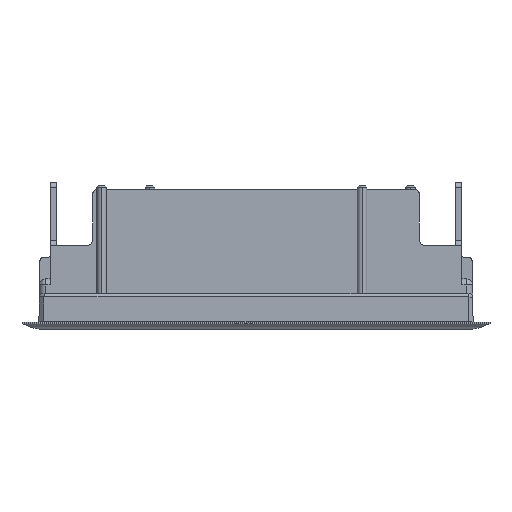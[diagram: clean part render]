
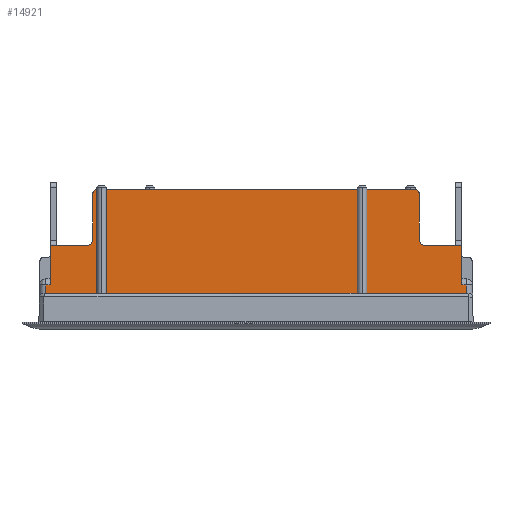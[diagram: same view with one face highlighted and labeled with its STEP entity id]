
A CAD part, front view. The second image highlights one B-rep face of the part: STEP entity #14921.
In plain terms, the highlighted planar face has unit normal (0, -1, 0).
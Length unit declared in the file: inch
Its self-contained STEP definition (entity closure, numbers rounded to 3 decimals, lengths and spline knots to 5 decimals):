
#80 = AXIS2_PLACEMENT_3D ( 'NONE', #13472, #2273, #15355 ) ;
#123 = VECTOR ( 'NONE', #3221, 39.37008 ) ;
#345 = ORIENTED_EDGE ( 'NONE', *, *, #911, .T. ) ;
#488 = CARTESIAN_POINT ( 'NONE',  ( -3.8189, -1.60433, 0.72835 ) ) ;
#746 = LINE ( 'NONE', #21630, #5152 ) ;
#794 = EDGE_CURVE ( 'NONE', #18176, #4074, #17523, .T. ) ;
#853 = VERTEX_POINT ( 'NONE', #9209 ) ;
#911 = EDGE_CURVE ( 'NONE', #3649, #8769, #14026, .T. ) ;
#1331 = CARTESIAN_POINT ( 'NONE',  ( -3.43662, -1.60433, 0.59055 ) ) ;
#1394 = CARTESIAN_POINT ( 'NONE',  ( -3.3563, -1.60433, 1.37795 ) ) ;
#1744 = LINE ( 'NONE', #488, #6157 ) ;
#2126 = DIRECTION ( 'NONE',  ( -1., 0., 0. ) ) ;
#2273 = DIRECTION ( 'NONE',  ( 0., 1., 0. ) ) ;
#2353 = DIRECTION ( 'NONE',  ( 1., 0., 0. ) ) ;
#2636 = EDGE_CURVE ( 'NONE', #7556, #5709, #11534, .T. ) ;
#2911 = CARTESIAN_POINT ( 'NONE',  ( 2.66732, -1.60433, 8.98966 ) ) ;
#3221 = DIRECTION ( 'NONE',  ( 0.017, 0., 1. ) ) ;
#3409 = CIRCLE ( 'NONE', #22466, 0.07874 ) ;
#3649 = VERTEX_POINT ( 'NONE', #5786 ) ;
#3669 = CARTESIAN_POINT ( 'NONE',  ( 3.3563, -1.60433, 1.37795 ) ) ;
#3673 = CARTESIAN_POINT ( 'NONE',  ( -2.74606, -1.60433, 1.45669 ) ) ;
#4040 = EDGE_CURVE ( 'NONE', #853, #17497, #23722, .T. ) ;
#4069 = CARTESIAN_POINT ( 'NONE',  ( 2.74606, -1.60433, 1.45669 ) ) ;
#4074 = VERTEX_POINT ( 'NONE', #16271 ) ;
#4095 = CARTESIAN_POINT ( 'NONE',  ( -3.3563, -1.60433, 1.37795 ) ) ;
#4426 = LINE ( 'NONE', #19564, #18731 ) ;
#4466 = CARTESIAN_POINT ( 'NONE',  ( 3.43662, -1.60433, 0.59055 ) ) ;
#4995 = VECTOR ( 'NONE', #22653, 39.37008 ) ;
#5096 = EDGE_CURVE ( 'NONE', #17497, #14506, #1744, .T. ) ;
#5152 = VECTOR ( 'NONE', #23493, 39.37008 ) ;
#5384 = DIRECTION ( 'NONE',  ( 1., 0., 0. ) ) ;
#5389 = VERTEX_POINT ( 'NONE', #12544 ) ;
#5496 = VECTOR ( 'NONE', #5384, 39.37008 ) ;
#5569 = DIRECTION ( 'NONE',  ( 0., 0., 1. ) ) ;
#5709 = VERTEX_POINT ( 'NONE', #4466 ) ;
#5786 = CARTESIAN_POINT ( 'NONE',  ( 3.3563, -1.60433, 0.72835 ) ) ;
#5812 = ORIENTED_EDGE ( 'NONE', *, *, #794, .F. ) ;
#5954 = DIRECTION ( 'NONE',  ( 0., 0., -1. ) ) ;
#6064 = CARTESIAN_POINT ( 'NONE',  ( -3.3563, -1.60433, 0.72835 ) ) ;
#6088 = LINE ( 'NONE', #22173, #5496 ) ;
#6157 = VECTOR ( 'NONE', #2353, 39.37008 ) ;
#6482 = CARTESIAN_POINT ( 'NONE',  ( 2.66732, -1.60433, 2.20472 ) ) ;
#6698 = VERTEX_POINT ( 'NONE', #22460 ) ;
#6840 = ORIENTED_EDGE ( 'NONE', *, *, #5096, .F. ) ;
#7173 = VECTOR ( 'NONE', #8412, 39.37008 ) ;
#7342 = CARTESIAN_POINT ( 'NONE',  ( 2.58858, -1.60433, 2.20472 ) ) ;
#7556 = VERTEX_POINT ( 'NONE', #15130 ) ;
#7638 = CARTESIAN_POINT ( 'NONE',  ( 3.43422, -1.60433, 0.72835 ) ) ;
#7743 = VERTEX_POINT ( 'NONE', #8186 ) ;
#7783 = CARTESIAN_POINT ( 'NONE',  ( -2.58858, -1.60433, 2.28346 ) ) ;
#8022 = ORIENTED_EDGE ( 'NONE', *, *, #13005, .F. ) ;
#8035 = EDGE_CURVE ( 'NONE', #12349, #5389, #6088, .T. ) ;
#8082 = AXIS2_PLACEMENT_3D ( 'NONE', #7342, #20370, #9257 ) ;
#8158 = EDGE_CURVE ( 'NONE', #17351, #7743, #3409, .T. ) ;
#8186 = CARTESIAN_POINT ( 'NONE',  ( 2.74606, -1.60433, 1.37795 ) ) ;
#8412 = DIRECTION ( 'NONE',  ( 0., 0., -1. ) ) ;
#8456 = LINE ( 'NONE', #17058, #22137 ) ;
#8459 = ORIENTED_EDGE ( 'NONE', *, *, #21543, .F. ) ;
#8738 = DIRECTION ( 'NONE',  ( 0., 1., 0. ) ) ;
#8769 = VERTEX_POINT ( 'NONE', #14348 ) ;
#9209 = CARTESIAN_POINT ( 'NONE',  ( -3.43662, -1.60433, 0.59055 ) ) ;
#9257 = DIRECTION ( 'NONE',  ( 0., 0., -1. ) ) ;
#9294 = ORIENTED_EDGE ( 'NONE', *, *, #8158, .F. ) ;
#9308 = CIRCLE ( 'NONE', #21761, 0.07874 ) ;
#9354 = VECTOR ( 'NONE', #18884, 39.37008 ) ;
#9624 = ORIENTED_EDGE ( 'NONE', *, *, #15968, .F. ) ;
#9669 = CARTESIAN_POINT ( 'NONE',  ( -3.10039, -1.60433, 0.59055 ) ) ;
#11400 = DIRECTION ( 'NONE',  ( 0.017, 0., -1. ) ) ;
#11534 = LINE ( 'NONE', #7638, #15866 ) ;
#11961 = ORIENTED_EDGE ( 'NONE', *, *, #12222, .F. ) ;
#12017 = VECTOR ( 'NONE', #23746, 39.37008 ) ;
#12204 = ORIENTED_EDGE ( 'NONE', *, *, #12370, .T. ) ;
#12222 = EDGE_CURVE ( 'NONE', #6698, #18176, #20117, .T. ) ;
#12238 = FACE_OUTER_BOUND ( 'NONE', #15691, .T. ) ;
#12349 = VERTEX_POINT ( 'NONE', #7783 ) ;
#12370 = EDGE_CURVE ( 'NONE', #8769, #7743, #18648, .T. ) ;
#12544 = CARTESIAN_POINT ( 'NONE',  ( 2.58858, -1.60433, 2.28346 ) ) ;
#12579 = CARTESIAN_POINT ( 'NONE',  ( -2.66732, -1.60433, 8.98966 ) ) ;
#12823 = AXIS2_PLACEMENT_3D ( 'NONE', #3673, #16743, #5569 ) ;
#13005 = EDGE_CURVE ( 'NONE', #4074, #12349, #9308, .T. ) ;
#13276 = CIRCLE ( 'NONE', #8082, 0.07874 ) ;
#13396 = VERTEX_POINT ( 'NONE', #6482 ) ;
#13472 = CARTESIAN_POINT ( 'NONE',  ( -3.10039, -1.60433, 8.98966 ) ) ;
#13661 = ORIENTED_EDGE ( 'NONE', *, *, #14886, .T. ) ;
#13896 = ORIENTED_EDGE ( 'NONE', *, *, #4040, .F. ) ;
#14026 = LINE ( 'NONE', #3669, #19005 ) ;
#14172 = VERTEX_POINT ( 'NONE', #1394 ) ;
#14348 = CARTESIAN_POINT ( 'NONE',  ( 3.3563, -1.60433, 1.37795 ) ) ;
#14506 = VERTEX_POINT ( 'NONE', #6064 ) ;
#14875 = DIRECTION ( 'NONE',  ( 0., 0., 1. ) ) ;
#14886 = EDGE_CURVE ( 'NONE', #6698, #14172, #8456, .T. ) ;
#14921 = ADVANCED_FACE ( 'NONE', ( #12238 ), #22676, .F. ) ;
#15130 = CARTESIAN_POINT ( 'NONE',  ( 3.43422, -1.60433, 0.72835 ) ) ;
#15355 = DIRECTION ( 'NONE',  ( -1., 0., 0. ) ) ;
#15597 = ORIENTED_EDGE ( 'NONE', *, *, #15776, .F. ) ;
#15691 = EDGE_LOOP ( 'NONE', ( #9624, #16530, #8022, #5812, #11961, #13661, #21046, #6840, #13896, #8459, #17619, #22292, #345, #12204, #9294, #15597 ) ) ;
#15776 = EDGE_CURVE ( 'NONE', #13396, #17351, #21446, .T. ) ;
#15866 = VECTOR ( 'NONE', #11400, 39.37008 ) ;
#15968 = EDGE_CURVE ( 'NONE', #5389, #13396, #13276, .T. ) ;
#16271 = CARTESIAN_POINT ( 'NONE',  ( -2.66732, -1.60433, 2.20472 ) ) ;
#16530 = ORIENTED_EDGE ( 'NONE', *, *, #8035, .F. ) ;
#16743 = DIRECTION ( 'NONE',  ( 0., -1., 0. ) ) ;
#17058 = CARTESIAN_POINT ( 'NONE',  ( -3.3563, -1.60433, 1.37795 ) ) ;
#17116 = DIRECTION ( 'NONE',  ( 0., -1., 0. ) ) ;
#17351 = VERTEX_POINT ( 'NONE', #19546 ) ;
#17497 = VERTEX_POINT ( 'NONE', #19951 ) ;
#17523 = LINE ( 'NONE', #12579, #12017 ) ;
#17619 = ORIENTED_EDGE ( 'NONE', *, *, #2636, .F. ) ;
#17990 = EDGE_CURVE ( 'NONE', #14172, #14506, #746, .T. ) ;
#18176 = VERTEX_POINT ( 'NONE', #18447 ) ;
#18447 = CARTESIAN_POINT ( 'NONE',  ( -2.66732, -1.60433, 1.45669 ) ) ;
#18648 = LINE ( 'NONE', #4095, #9354 ) ;
#18731 = VECTOR ( 'NONE', #21423, 39.37008 ) ;
#18884 = DIRECTION ( 'NONE',  ( -1., 0., 0. ) ) ;
#19005 = VECTOR ( 'NONE', #14875, 39.37008 ) ;
#19546 = CARTESIAN_POINT ( 'NONE',  ( 2.66732, -1.60433, 1.45669 ) ) ;
#19564 = CARTESIAN_POINT ( 'NONE',  ( -3.10039, -1.60433, 0.72835 ) ) ;
#19901 = CARTESIAN_POINT ( 'NONE',  ( -2.58858, -1.60433, 2.20472 ) ) ;
#19951 = CARTESIAN_POINT ( 'NONE',  ( -3.43422, -1.60433, 0.72835 ) ) ;
#20117 = CIRCLE ( 'NONE', #12823, 0.07874 ) ;
#20370 = DIRECTION ( 'NONE',  ( 0., 1., 0. ) ) ;
#20453 = LINE ( 'NONE', #9669, #4995 ) ;
#21046 = ORIENTED_EDGE ( 'NONE', *, *, #17990, .T. ) ;
#21423 = DIRECTION ( 'NONE',  ( 1., 0., 0. ) ) ;
#21446 = LINE ( 'NONE', #2911, #7173 ) ;
#21543 = EDGE_CURVE ( 'NONE', #5709, #853, #20453, .T. ) ;
#21630 = CARTESIAN_POINT ( 'NONE',  ( -3.3563, -1.60433, 1.37795 ) ) ;
#21761 = AXIS2_PLACEMENT_3D ( 'NONE', #19901, #8738, #21763 ) ;
#21763 = DIRECTION ( 'NONE',  ( 0., 0., 1. ) ) ;
#22137 = VECTOR ( 'NONE', #2126, 39.37008 ) ;
#22173 = CARTESIAN_POINT ( 'NONE',  ( -3.10039, -1.60433, 2.28346 ) ) ;
#22292 = ORIENTED_EDGE ( 'NONE', *, *, #23337, .F. ) ;
#22460 = CARTESIAN_POINT ( 'NONE',  ( -2.74606, -1.60433, 1.37795 ) ) ;
#22466 = AXIS2_PLACEMENT_3D ( 'NONE', #4069, #17116, #5954 ) ;
#22653 = DIRECTION ( 'NONE',  ( -1., 0., 0. ) ) ;
#22676 = PLANE ( 'NONE',  #80 ) ;
#23337 = EDGE_CURVE ( 'NONE', #3649, #7556, #4426, .T. ) ;
#23493 = DIRECTION ( 'NONE',  ( 0., 0., -1. ) ) ;
#23722 = LINE ( 'NONE', #1331, #123 ) ;
#23746 = DIRECTION ( 'NONE',  ( 0., 0., 1. ) ) ;
